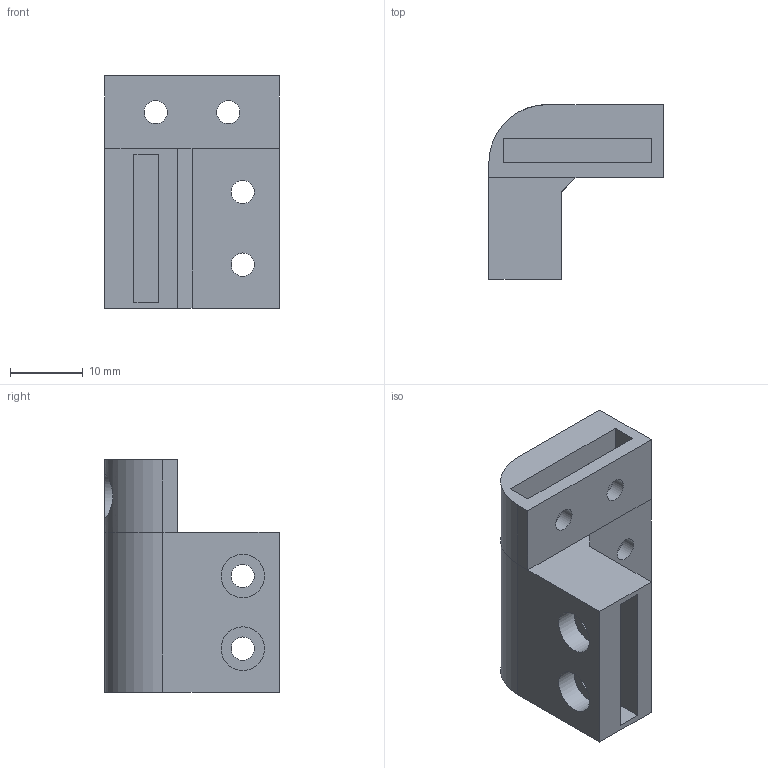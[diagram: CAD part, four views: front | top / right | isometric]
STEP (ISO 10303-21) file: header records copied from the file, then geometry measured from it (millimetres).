
FILE_DESCRIPTION(('FreeCAD Model'),'2;1');
FILE_NAME('Coin_Type2-A.step','2015-11-25T22:39:53',('Author'),(''), 'Open CASCADE STEP processor 6.8','FreeCAD','Unknown');
FILE_SCHEMA(('AUTOMOTIVE_DESIGN_CC2 { 1 2 10303 214 -1 1 5 4 }'));
Length unit declared in the file: millimetre
Products named in the file (2): ASSEMBLY; Pocket009
Assembly tree (1 placements, depth 2):
  ASSEMBLY
    Pocket009
Bounding box: 24 x 24 x 32 mm (x, y, z)
Volume: 7518.1 mm3; surface area: 5319.1 mm2
Topology: 1 solids, 1 shells, 57 faces, 132 edges, 86 vertices
Faces by surface type: plane 36, cylinder 21
Full cylindrical faces by diameter (mm): 2.5 x1, 3.2 x12, 6 x6
Entity records: 3578 total; most frequent: CARTESIAN_POINT 787, DIRECTION 523, LINE 309, VECTOR 309, ORIENTED_EDGE 264, PCURVE 264, DEFINITIONAL_REPRESENTATION 264, EDGE_CURVE 132
